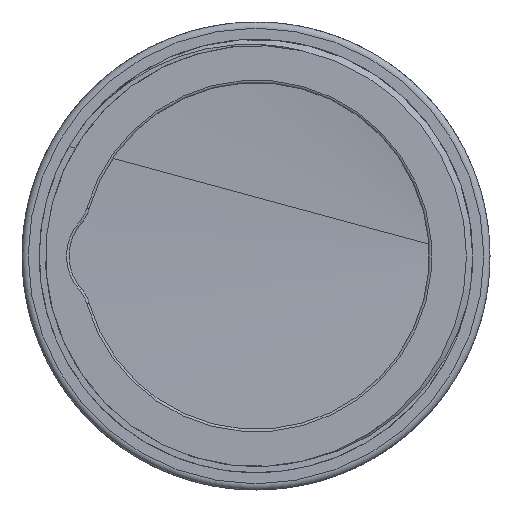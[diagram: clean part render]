
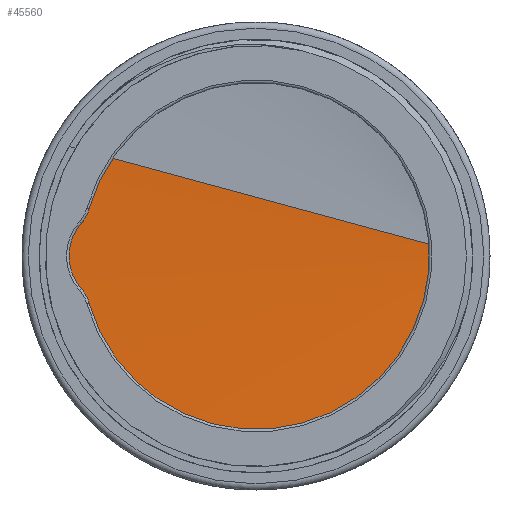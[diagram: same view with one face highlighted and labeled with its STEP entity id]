
A CAD part, left-side view. The second image highlights one B-rep face of the part: STEP entity #45560.
In plain terms, the highlighted cylindrical face has radius 17.5 mm (diameter 35 mm), a full revolution.
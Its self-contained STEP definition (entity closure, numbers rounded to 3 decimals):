
#2782=CIRCLE('',#48268,17.5);
#3320=FACE_OUTER_BOUND('',#5997,.T.);
#5997=EDGE_LOOP('',(#28026,#28027,#28028,#28029));
#8941=B_SPLINE_CURVE_WITH_KNOTS('',3,(#53116,#53117,#53118,#53119,#53120,
#53121,#53122,#53123,#53124,#53125,#53126,#53127,#53128,#53129,#53130,#53131,
#53132,#53133,#53134,#53135,#53136,#53137,#53138,#53139,#53140,#53141,#53142,
#53143),.UNSPECIFIED.,.F.,.F.,(4,3,3,3,3,3,3,3,3,4),(-9.425,
-9.319,-8.836,-8.353,-7.87,
-7.386,-6.903,-6.42,-5.937,
-5.61),.UNSPECIFIED.);
#14960=LINE('',#53003,#15444);
#14965=LINE('',#53107,#15449);
#15444=VECTOR('',#49676,17.5);
#15449=VECTOR('',#49695,17.5);
#15929=VERTEX_POINT('',#53001);
#15930=VERTEX_POINT('',#53002);
#15941=VERTEX_POINT('',#53106);
#15943=VERTEX_POINT('',#53115);
#20763=EDGE_CURVE('',#15929,#15930,#14960,.T.);
#20777=EDGE_CURVE('',#15929,#15941,#14965,.T.);
#20780=EDGE_CURVE('',#15930,#15943,#8941,.T.);
#20781=EDGE_CURVE('',#15941,#15943,#2782,.T.);
#28026=ORIENTED_EDGE('',*,*,#20763,.T.);
#28027=ORIENTED_EDGE('',*,*,#20780,.T.);
#28028=ORIENTED_EDGE('',*,*,#20781,.F.);
#28029=ORIENTED_EDGE('',*,*,#20777,.F.);
#42501=CYLINDRICAL_SURFACE('',#48267,17.5);
#45560=ADVANCED_FACE('',(#3320),#42501,.T.);
#48267=AXIS2_PLACEMENT_3D('',#53114,#49698,#49699);
#48268=AXIS2_PLACEMENT_3D('',#53144,#49700,#49701);
#49676=DIRECTION('',(1.,0.,0.));
#49695=DIRECTION('',(-1.,0.,0.));
#49698=DIRECTION('center_axis',(1.,0.,0.));
#49699=DIRECTION('ref_axis',(0.,1.,0.));
#49700=DIRECTION('center_axis',(-1.,0.,0.));
#49701=DIRECTION('ref_axis',(0.,-1.,0.));
#53001=CARTESIAN_POINT('',(0.6,-17.5,0.));
#53002=CARTESIAN_POINT('',(2.2,-17.5,0.));
#53003=CARTESIAN_POINT('',(18.2,-17.5,0.));
#53106=CARTESIAN_POINT('',(0.5,-17.5,0.));
#53107=CARTESIAN_POINT('',(18.2,-17.5,0.));
#53114=CARTESIAN_POINT('Origin',(18.2,0.,0.));
#53115=CARTESIAN_POINT('',(0.5,13.682,10.911));
#53116=CARTESIAN_POINT('Ctrl Pts',(2.2,-17.5,0.));
#53117=CARTESIAN_POINT('Ctrl Pts',(2.184,-17.501,-0.619));
#53118=CARTESIAN_POINT('Ctrl Pts',(2.169,-17.469,-1.237));
#53119=CARTESIAN_POINT('Ctrl Pts',(2.153,-17.403,-1.851));
#53120=CARTESIAN_POINT('Ctrl Pts',(2.081,-17.105,-4.653));
#53121=CARTESIAN_POINT('Ctrl Pts',(2.009,-16.117,-7.381));
#53122=CARTESIAN_POINT('Ctrl Pts',(1.938,-14.552,-9.723));
#53123=CARTESIAN_POINT('Ctrl Pts',(1.866,-12.987,-12.066));
#53124=CARTESIAN_POINT('Ctrl Pts',(1.794,-10.844,-14.023));
#53125=CARTESIAN_POINT('Ctrl Pts',(1.722,-8.37,-15.37));
#53126=CARTESIAN_POINT('Ctrl Pts',(1.65,-5.896,-16.717));
#53127=CARTESIAN_POINT('Ctrl Pts',(1.579,-3.09,-17.455));
#53128=CARTESIAN_POINT('Ctrl Pts',(1.507,-0.273,-17.499));
#53129=CARTESIAN_POINT('Ctrl Pts',(1.435,2.544,-17.543));
#53130=CARTESIAN_POINT('Ctrl Pts',(1.363,5.372,-16.893));
#53131=CARTESIAN_POINT('Ctrl Pts',(1.292,7.887,-15.623));
#53132=CARTESIAN_POINT('Ctrl Pts',(1.22,10.402,-14.354));
#53133=CARTESIAN_POINT('Ctrl Pts',(1.148,12.604,-12.465));
#53134=CARTESIAN_POINT('Ctrl Pts',(1.076,14.242,-10.172));
#53135=CARTESIAN_POINT('Ctrl Pts',(1.005,15.879,-7.879));
#53136=CARTESIAN_POINT('Ctrl Pts',(0.933,16.952,-5.183));
#53137=CARTESIAN_POINT('Ctrl Pts',(0.861,17.337,-2.393));
#53138=CARTESIAN_POINT('Ctrl Pts',(0.789,17.722,0.398));
#53139=CARTESIAN_POINT('Ctrl Pts',(0.718,17.42,3.284));
#53140=CARTESIAN_POINT('Ctrl Pts',(0.646,16.464,5.935));
#53141=CARTESIAN_POINT('Ctrl Pts',(0.597,15.817,7.73));
#53142=CARTESIAN_POINT('Ctrl Pts',(0.549,14.871,9.417));
#53143=CARTESIAN_POINT('Ctrl Pts',(0.5,13.681,10.911));
#53144=CARTESIAN_POINT('Origin',(0.5,0.,0.));
